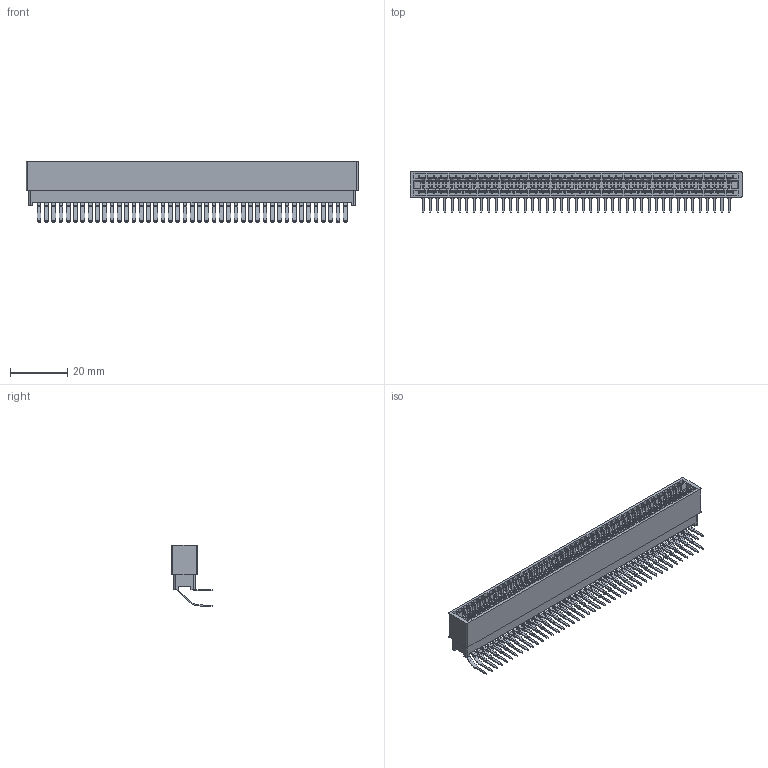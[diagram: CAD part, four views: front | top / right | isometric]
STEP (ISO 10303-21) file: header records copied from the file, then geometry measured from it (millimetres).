
FILE_DESCRIPTION(('STEP AP214'),'1');
FILE_NAME('WingTAT-86L.stp','2019-09-23T07:41:42',(' '),(' '),'Spatial InterOp 3D',' ',' ');
FILE_SCHEMA(('automotive_design'));
Length unit declared in the file: millimetre
Products named in the file (51): Body; Rear pins; Rear pin; Front pins; Front pin; Connectors; Connector
Assembly tree (176 placements, depth 3):
  (unnamed)
    Body
    Rear pins
      Rear pin  x43
    Front pins
      Front pin  x43
    Connectors
      Connector  x43
      (unnamed)
      Connector
      Connector
      Connector
      Connector
      Connector
      Connector
      Connector
      Connector
      Connector
      Connector
      Connector
      Connector
      Connector
      Connector
      Connector
      Connector
      Connector
      Connector
      Connector
      Connector
      Connector
      Connector
      Connector
      Connector
      Connector
      Connector
      Connector
      Connector
      Connector
      Connector
      Connector
      Connector
      Connector
      Connector
      Connector
      Connector
      Connector
      Connector
      Connector
      Connector
      Connector
      Connector
Bounding box: 115.68 x 14.56 x 21.28 mm (x, y, z)
Volume: 8919 mm3; surface area: 19538.7 mm2
Topology: 173 solids, 173 shells, 4322 faces, 11774 edges, 7848 vertices
Faces by surface type: plane 3626, cylinder 696
Entity records: 80660 total; most frequent: CARTESIAN_POINT 13308, ORIENTED_EDGE 10696, DIRECTION 10128, EDGE_CURVE 5348, LINE 4432, VECTOR 4432, VERTEX_POINT 3564, AXIS2_PLACEMENT_3D 2848
